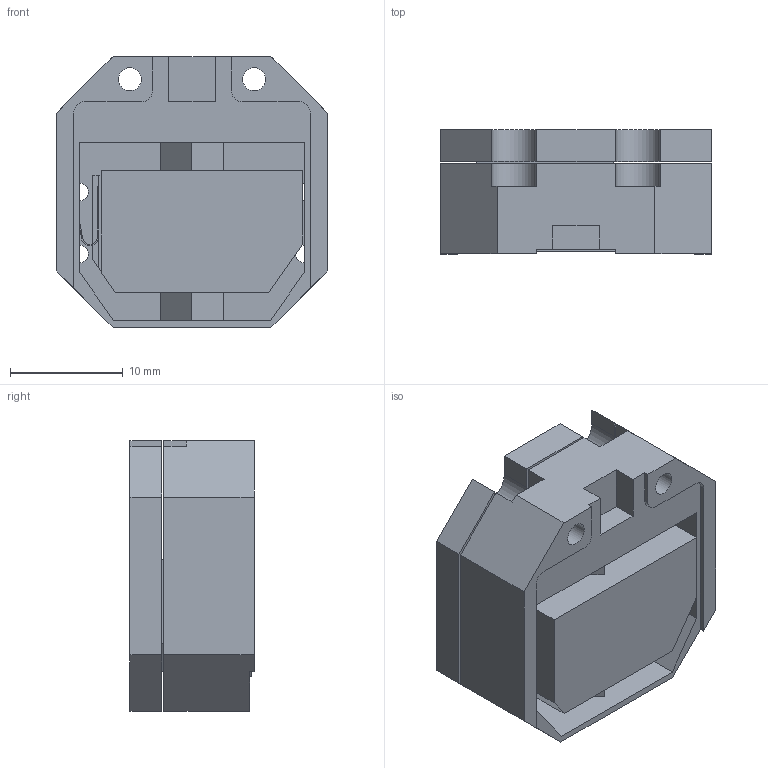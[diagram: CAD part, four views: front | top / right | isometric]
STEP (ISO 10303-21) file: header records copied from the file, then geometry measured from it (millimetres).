
FILE_DESCRIPTION(/* description */ (''),/* implementation_level */ '2;1');
FILE_NAME(/* name */ 'ANPx101_RES.stp',/* time_stamp */ '2025-07-23T17:03:09+02:00',/* author */ ('gaiadaprato'),/* organization */ (''),/* preprocessor_version */ 'ST-DEVELOPER v19.2',/* originating_system */ 'Autodesk Inventor 2024',/* authorisation */ '');
FILE_SCHEMA (('AUTOMOTIVE_DESIGN { 1 0 10303 214 3 1 1 }'));
Length unit declared in the file: millimetre
Products named in the file (1): ANPx101_RES
Bounding box: 24 x 11 x 24 mm (x, y, z)
Volume: 4405.5 mm3; surface area: 4230.1 mm2
Topology: 2 solids, 2 shells, 173 faces, 488 edges, 322 vertices
Faces by surface type: plane 145, cylinder 28
Full cylindrical faces by diameter (mm): 1.6 x6, 2.05 x2
Entity records: 5780 total; most frequent: CARTESIAN_POINT 984, ORIENTED_EDGE 976, DIRECTION 892, EDGE_CURVE 488, LINE 432, VECTOR 432, VERTEX_POINT 322, AXIS2_PLACEMENT_3D 230
